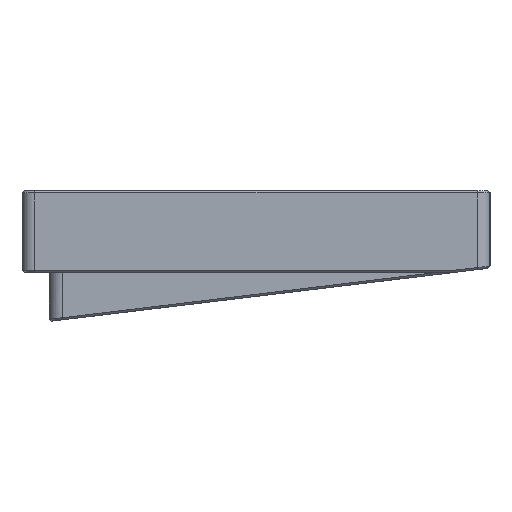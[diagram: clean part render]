
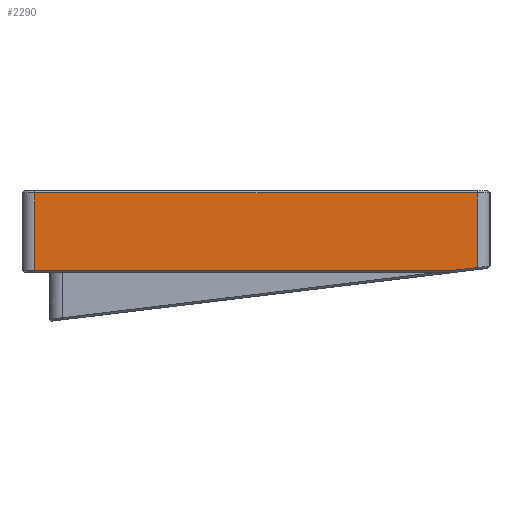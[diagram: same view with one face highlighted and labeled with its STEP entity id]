
A CAD part, left-side view. The second image highlights one B-rep face of the part: STEP entity #2290.
In plain terms, the highlighted planar face has unit normal (-1, 0, 0).
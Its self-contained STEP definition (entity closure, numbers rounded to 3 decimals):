
#82=PLANE('',#2517);
#177=FACE_OUTER_BOUND('',#310,.T.);
#310=EDGE_LOOP('',(#1835,#1836,#1837,#1838,#1839,#1840));
#469=LINE('',#3621,#686);
#506=LINE('',#3721,#723);
#507=LINE('',#3725,#724);
#508=LINE('',#3727,#725);
#509=LINE('',#3729,#726);
#510=LINE('',#3730,#727);
#686=VECTOR('',#2914,10.);
#723=VECTOR('',#3011,10.);
#724=VECTOR('',#3016,10.);
#725=VECTOR('',#3017,10.);
#726=VECTOR('',#3018,10.);
#727=VECTOR('',#3019,10.);
#1041=VERTEX_POINT('',#3618);
#1042=VERTEX_POINT('',#3620);
#1075=VERTEX_POINT('',#3720);
#1076=VERTEX_POINT('',#3724);
#1077=VERTEX_POINT('',#3726);
#1078=VERTEX_POINT('',#3728);
#1299=EDGE_CURVE('',#1041,#1042,#469,.T.);
#1349=EDGE_CURVE('',#1042,#1075,#506,.T.);
#1351=EDGE_CURVE('',#1076,#1041,#507,.T.);
#1352=EDGE_CURVE('',#1077,#1076,#508,.T.);
#1353=EDGE_CURVE('',#1078,#1077,#509,.T.);
#1354=EDGE_CURVE('',#1075,#1078,#510,.T.);
#1835=ORIENTED_EDGE('',*,*,#1299,.F.);
#1836=ORIENTED_EDGE('',*,*,#1351,.F.);
#1837=ORIENTED_EDGE('',*,*,#1352,.F.);
#1838=ORIENTED_EDGE('',*,*,#1353,.F.);
#1839=ORIENTED_EDGE('',*,*,#1354,.F.);
#1840=ORIENTED_EDGE('',*,*,#1349,.F.);
#2290=ADVANCED_FACE('',(#177),#82,.F.);
#2517=AXIS2_PLACEMENT_3D('',#3723,#3014,#3015);
#2914=DIRECTION('',(0.,1.,0.));
#3011=DIRECTION('',(0.,0.,1.));
#3014=DIRECTION('center_axis',(1.,0.,0.));
#3015=DIRECTION('ref_axis',(0.,0.,-1.));
#3016=DIRECTION('',(0.,0.993,-0.12));
#3017=DIRECTION('',(0.,0.993,-0.12));
#3018=DIRECTION('',(0.,0.,-1.));
#3019=DIRECTION('',(0.,-1.,0.));
#3618=CARTESIAN_POINT('',(-146.85,-46.575,11.347));
#3620=CARTESIAN_POINT('',(-146.85,52.6,11.347));
#3621=CARTESIAN_POINT('',(-146.85,-130.957,11.347));
#3720=CARTESIAN_POINT('',(-146.85,52.6,29.647));
#3721=CARTESIAN_POINT('',(-146.85,52.6,7.536));
#3723=CARTESIAN_POINT('Origin',(-146.85,0.,-0.002));
#3724=CARTESIAN_POINT('',(-146.85,-52.04,12.008));
#3725=CARTESIAN_POINT('',(-146.85,21.796,3.073));
#3726=CARTESIAN_POINT('',(-146.85,-52.1,12.015));
#3727=CARTESIAN_POINT('',(-146.85,-52.1,12.015));
#3728=CARTESIAN_POINT('',(-146.85,-52.1,29.647));
#3729=CARTESIAN_POINT('',(-146.85,-52.1,10.431));
#3730=CARTESIAN_POINT('',(-146.85,-25.8,29.647));
